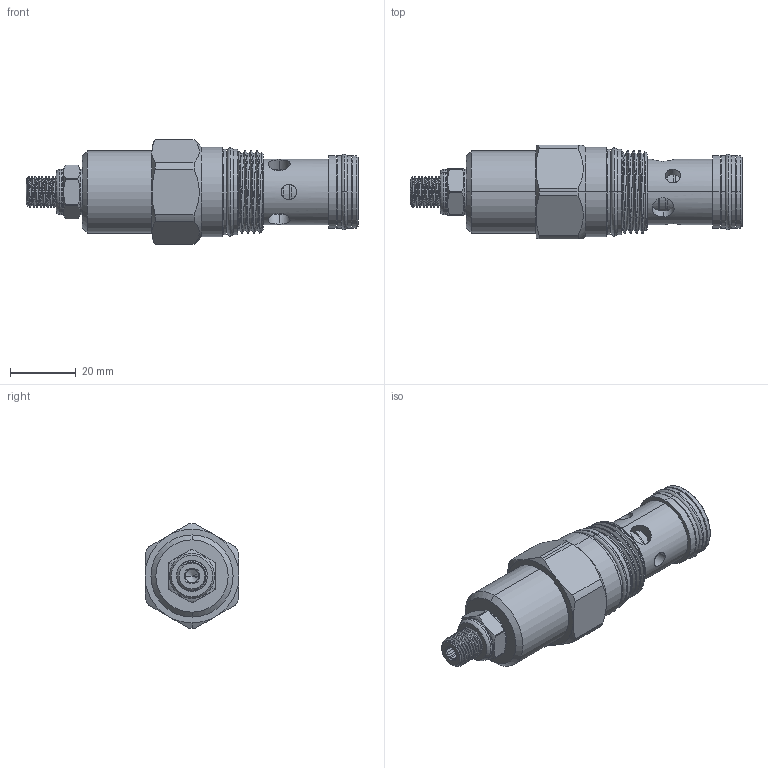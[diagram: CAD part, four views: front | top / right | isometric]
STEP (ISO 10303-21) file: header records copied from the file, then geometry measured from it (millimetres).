
FILE_DESCRIPTION (( 'STEP AP203' ), '1' );
FILE_NAME ('NV5A28-L.STEP', '2016-06-08T02:12:50', ( '' ), ( '' ), 'SwSTEP 2.0', 'SolidWorks 2012', '' );
FILE_SCHEMA (( 'CONFIG_CONTROL_DESIGN' ));
Length unit declared in the file: millimetre
Products named in the file (1): NV5A28-L
Bounding box: 101.15 x 28.57 x 31.8 mm (x, y, z)
Volume: 37736.2 mm3; surface area: 13703.4 mm2
Topology: 6 solids, 8 shells, 287 faces, 731 edges, 447 vertices
Faces by surface type: cylinder 159, plane 60, cone 37, torus 26, bspline 5
Entity records: 13527 total; most frequent: CARTESIAN_POINT 6731, ORIENTED_EDGE 1454, DIRECTION 1397, EDGE_CURVE 727, AXIS2_PLACEMENT_3D 596, VERTEX_POINT 447, EDGE_LOOP 324, CIRCLE 313
